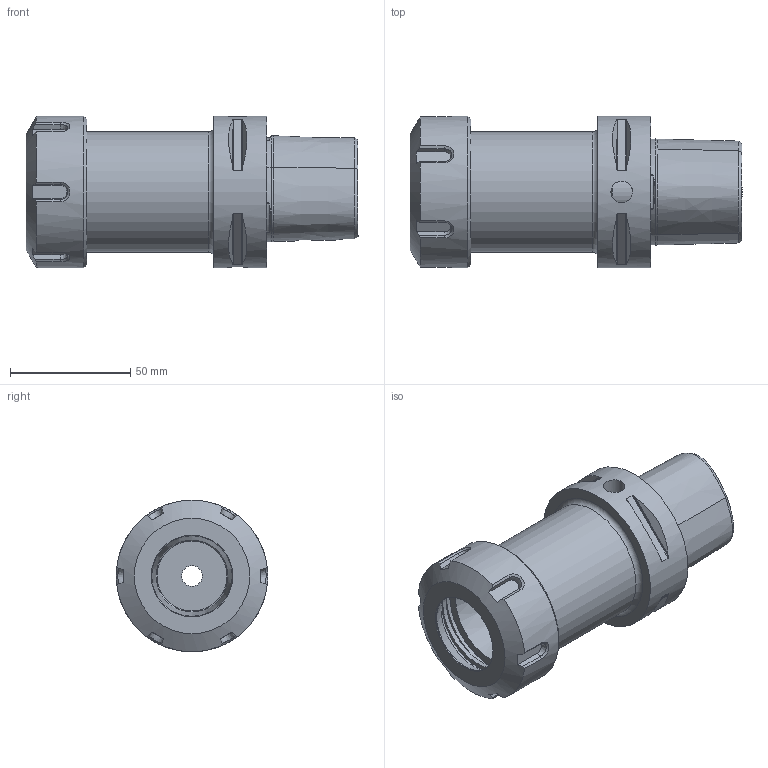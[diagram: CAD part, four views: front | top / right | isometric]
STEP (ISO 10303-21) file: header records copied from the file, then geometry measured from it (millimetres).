
FILE_DESCRIPTION(/* description */ (''),/* implementation_level */ '2;1');
FILE_NAME(/* name */ '06_26_2.stp',/* time_stamp */ '2022-05-25T13:57:55+02:00',/* author */ ('cad'),/* organization */ (''),/* preprocessor_version */ 'ST-DEVELOPER v18.1',/* originating_system */ 'Autodesk Inventor 2021',/* authorisation */ '');
FILE_SCHEMA (('AUTOMOTIVE_DESIGN { 1 0 10303 214 3 1 1 }'));
Length unit declared in the file: inch
Products named in the file (1): 06_26_2_Shrinkwrap_1
Bounding box: 138 x 63 x 63 mm (x, y, z)
Volume: 204138.4 mm3; surface area: 45136.8 mm2
Topology: 1 solids, 1 shells, 151 faces, 405 edges, 269 vertices
Faces by surface type: plane 56, cone 31, cylinder 30, bspline 30, torus 4
Full cylindrical faces by diameter (mm): 5 x1, 8.1 x2, 8.647 x1, 9 x1, 10 x1, 18.376 x1, 20.3 x1, 28 x2, 30 x1, 32 x1, 33.5 x1, 40.75 x1, 48.376 x1, 50 x1, 51 x1, 63 x2
Entity records: 6403 total; most frequent: CARTESIAN_POINT 2687, ORIENTED_EDGE 804, DIRECTION 637, EDGE_CURVE 402, VERTEX_POINT 269, AXIS2_PLACEMENT_3D 268, EDGE_LOOP 171, STYLED_ITEM 152
